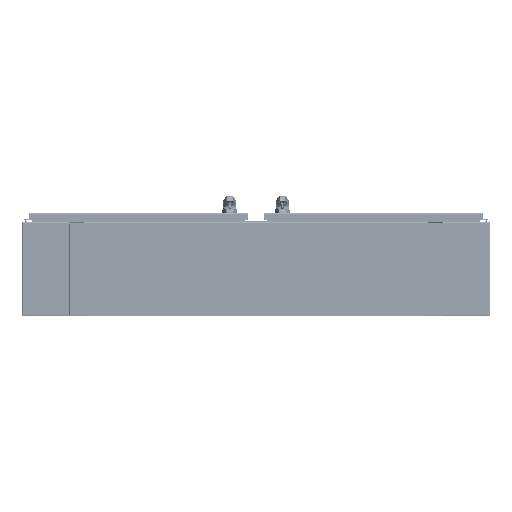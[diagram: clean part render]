
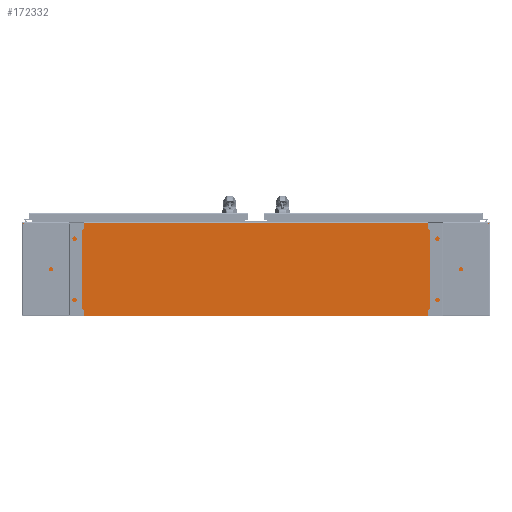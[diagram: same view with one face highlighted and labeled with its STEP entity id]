
A CAD part, front view. The second image highlights one B-rep face of the part: STEP entity #172332.
In plain terms, the highlighted face is planar.
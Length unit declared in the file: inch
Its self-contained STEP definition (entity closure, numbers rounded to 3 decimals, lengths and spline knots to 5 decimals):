
#6585 = DIRECTION ( 'NONE',  ( 0., 1., 0. ) ) ;
#8042 = VERTEX_POINT ( 'NONE', #75260 ) ;
#21738 = EDGE_LOOP ( 'NONE', ( #100046, #156226, #111328, #62122 ) ) ;
#22362 = VERTEX_POINT ( 'NONE', #75155 ) ;
#26758 = VERTEX_POINT ( 'NONE', #52264 ) ;
#31679 = PLANE ( 'NONE',  #168895 ) ;
#32153 = EDGE_CURVE ( 'NONE', #8042, #26758, #177783, .T. ) ;
#32302 = CARTESIAN_POINT ( 'NONE',  ( 29.52295, 4.8607, 0.0937 ) ) ;
#32386 = DIRECTION ( 'NONE',  ( 1., 0., 0. ) ) ;
#32962 = VECTOR ( 'NONE', #6585, 39.37008 ) ;
#43797 = CARTESIAN_POINT ( 'NONE',  ( 59.49175, 10.8295, 0.0937 ) ) ;
#44401 = DIRECTION ( 'NONE',  ( 0., -1., 0. ) ) ;
#46651 = DIRECTION ( 'NONE',  ( 1., 0., 0. ) ) ;
#52264 = CARTESIAN_POINT ( 'NONE',  ( 59.49175, -1.07685, 0.0937 ) ) ;
#55457 = VECTOR ( 'NONE', #32386, 39.37008 ) ;
#62122 = ORIENTED_EDGE ( 'NONE', *, *, #154720, .F. ) ;
#63147 = VECTOR ( 'NONE', #168820, 39.37008 ) ;
#75155 = CARTESIAN_POINT ( 'NONE',  ( -0.44585, 10.8295, 0.0937 ) ) ;
#75260 = CARTESIAN_POINT ( 'NONE',  ( -0.44585, -1.07685, 0.0937 ) ) ;
#89438 = VECTOR ( 'NONE', #44401, 39.37008 ) ;
#93906 = LINE ( 'NONE', #43797, #89438 ) ;
#100046 = ORIENTED_EDGE ( 'NONE', *, *, #32153, .T. ) ;
#106001 = CARTESIAN_POINT ( 'NONE',  ( 59.49175, 10.8295, 0.0937 ) ) ;
#111328 = ORIENTED_EDGE ( 'NONE', *, *, #141660, .F. ) ;
#118865 = CARTESIAN_POINT ( 'NONE',  ( -0.44585, 10.8295, 0.0937 ) ) ;
#126795 = VERTEX_POINT ( 'NONE', #106001 ) ;
#130893 = FACE_OUTER_BOUND ( 'NONE', #21738, .T. ) ;
#132552 = DIRECTION ( 'NONE',  ( 0., 0., 1. ) ) ;
#141660 = EDGE_CURVE ( 'NONE', #22362, #126795, #169882, .T. ) ;
#148788 = EDGE_CURVE ( 'NONE', #126795, #26758, #93906, .T. ) ;
#154720 = EDGE_CURVE ( 'NONE', #8042, #22362, #185465, .T. ) ;
#156226 = ORIENTED_EDGE ( 'NONE', *, *, #148788, .F. ) ;
#168820 = DIRECTION ( 'NONE',  ( 1., 0., 0. ) ) ;
#168895 = AXIS2_PLACEMENT_3D ( 'NONE', #32302, #132552, #46651 ) ;
#169455 = CARTESIAN_POINT ( 'NONE',  ( 14.53855, -1.07685, 0.0937 ) ) ;
#169882 = LINE ( 'NONE', #118865, #55457 ) ;
#172332 = ADVANCED_FACE ( 'NONE', ( #130893 ), #31679, .T. ) ;
#177783 = LINE ( 'NONE', #169455, #63147 ) ;
#178315 = CARTESIAN_POINT ( 'NONE',  ( -0.44585, -1.1081, 0.0937 ) ) ;
#185465 = LINE ( 'NONE', #178315, #32962 ) ;
